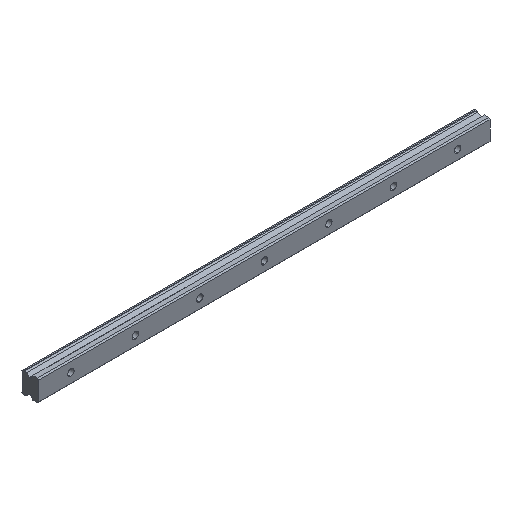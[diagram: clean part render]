
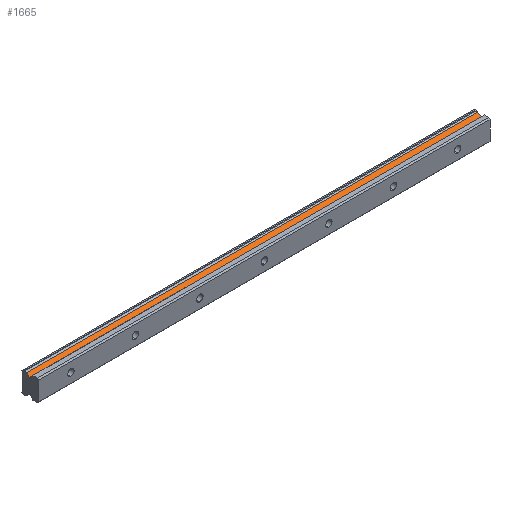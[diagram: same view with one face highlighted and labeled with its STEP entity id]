
A CAD part, isometric view. The second image highlights one B-rep face of the part: STEP entity #1665.
In plain terms, the highlighted planar face has unit normal (0, -0.506, 0.863).
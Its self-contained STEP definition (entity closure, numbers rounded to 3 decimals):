
#172 = ORIENTED_EDGE ( 'NONE', *, *, #1520, .F. ) ;
#182 = DIRECTION ( 'NONE',  ( 0., -0.862, -0.506 ) ) ;
#221 = CARTESIAN_POINT ( 'NONE',  ( -30., 11.593, 9.004 ) ) ;
#232 = CARTESIAN_POINT ( 'NONE',  ( 390., 8.166, 6.994 ) ) ;
#247 = VERTEX_POINT ( 'NONE', #540 ) ;
#256 = VERTEX_POINT ( 'NONE', #221 ) ;
#284 = DIRECTION ( 'NONE',  ( 0., 0.862, 0.506 ) ) ;
#305 = ORIENTED_EDGE ( 'NONE', *, *, #627, .F. ) ;
#394 = DIRECTION ( 'NONE',  ( -1., 0., 0. ) ) ;
#540 = CARTESIAN_POINT ( 'NONE',  ( 390., 11.593, 9.004 ) ) ;
#567 = PLANE ( 'NONE',  #926 ) ;
#594 = CARTESIAN_POINT ( 'NONE',  ( 390., 11.593, 9.004 ) ) ;
#606 = CARTESIAN_POINT ( 'NONE',  ( 390., 8.166, 6.994 ) ) ;
#612 = CARTESIAN_POINT ( 'NONE',  ( 390., 11.593, 9.004 ) ) ;
#627 = EDGE_CURVE ( 'NONE', #256, #247, #1002, .T. ) ;
#741 = DIRECTION ( 'NONE',  ( 0., 0.506, -0.862 ) ) ;
#802 = CARTESIAN_POINT ( 'NONE',  ( 390., 11.593, 9.004 ) ) ;
#804 = VECTOR ( 'NONE', #1228, 1000. ) ;
#812 = LINE ( 'NONE', #612, #804 ) ;
#926 = AXIS2_PLACEMENT_3D ( 'NONE', #594, #741, #284 ) ;
#930 = EDGE_CURVE ( 'NONE', #247, #1692, #812, .T. ) ;
#987 = LINE ( 'NONE', #232, #1317 ) ;
#1002 = LINE ( 'NONE', #802, #1834 ) ;
#1050 = EDGE_CURVE ( 'NONE', #256, #1687, #1708, .T. ) ;
#1056 = FACE_OUTER_BOUND ( 'NONE', #1640, .T. ) ;
#1228 = DIRECTION ( 'NONE',  ( 0., -0.862, -0.506 ) ) ;
#1317 = VECTOR ( 'NONE', #394, 1000. ) ;
#1508 = CARTESIAN_POINT ( 'NONE',  ( -30., 8.166, 6.994 ) ) ;
#1511 = VECTOR ( 'NONE', #182, 1000. ) ;
#1520 = EDGE_CURVE ( 'NONE', #1692, #1687, #987, .T. ) ;
#1528 = ORIENTED_EDGE ( 'NONE', *, *, #1050, .T. ) ;
#1640 = EDGE_LOOP ( 'NONE', ( #172, #1825, #305, #1528 ) ) ;
#1665 = ADVANCED_FACE ( 'NONE', ( #1056 ), #567, .F. ) ;
#1687 = VERTEX_POINT ( 'NONE', #1508 ) ;
#1692 = VERTEX_POINT ( 'NONE', #606 ) ;
#1708 = LINE ( 'NONE', #1886, #1511 ) ;
#1825 = ORIENTED_EDGE ( 'NONE', *, *, #930, .F. ) ;
#1834 = VECTOR ( 'NONE', #1891, 1000. ) ;
#1886 = CARTESIAN_POINT ( 'NONE',  ( -30., 11.593, 9.004 ) ) ;
#1891 = DIRECTION ( 'NONE',  ( 1., 0., 0. ) ) ;
